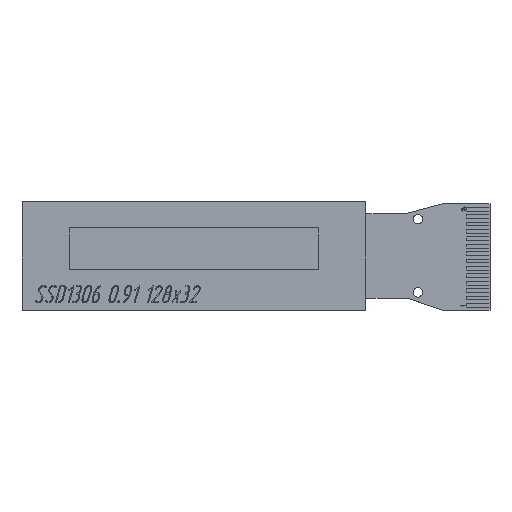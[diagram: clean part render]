
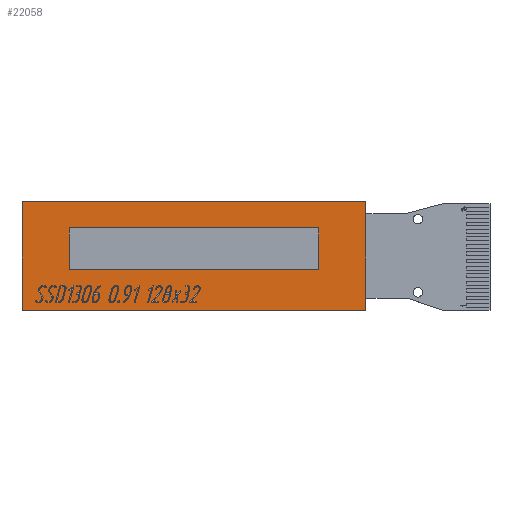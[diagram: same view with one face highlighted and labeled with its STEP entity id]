
A CAD part, top view. The second image highlights one B-rep face of the part: STEP entity #22058.
In plain terms, the highlighted planar face has unit normal (0, 0, 1).
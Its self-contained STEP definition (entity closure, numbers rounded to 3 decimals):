
#1347=FACE_OUTER_BOUND('',#2468,.T.);
#2468=EDGE_LOOP('',(#14287,#14288,#14289,#14290));
#3781=LINE('',#31831,#6204);
#3785=LINE('',#31838,#6208);
#3788=LINE('',#31844,#6211);
#3790=LINE('',#31847,#6213);
#6204=VECTOR('',#25517,10.);
#6208=VECTOR('',#25523,10.);
#6211=VECTOR('',#25528,10.);
#6213=VECTOR('',#25532,10.);
#8532=VERTEX_POINT('',#31828);
#8533=VERTEX_POINT('',#31830);
#8535=VERTEX_POINT('',#31836);
#8537=VERTEX_POINT('',#31842);
#10769=EDGE_CURVE('',#8533,#8532,#3781,.T.);
#10773=EDGE_CURVE('',#8532,#8535,#3785,.T.);
#10776=EDGE_CURVE('',#8535,#8537,#3788,.T.);
#10778=EDGE_CURVE('',#8537,#8533,#3790,.T.);
#14287=ORIENTED_EDGE('',*,*,#10769,.T.);
#14288=ORIENTED_EDGE('',*,*,#10773,.T.);
#14289=ORIENTED_EDGE('',*,*,#10776,.T.);
#14290=ORIENTED_EDGE('',*,*,#10778,.T.);
#20199=PLANE('',#23211);
#22058=ADVANCED_FACE('',(#1347),#20199,.T.);
#23211=AXIS2_PLACEMENT_3D('',#31848,#25533,#25534);
#25517=DIRECTION('',(1.,0.,0.));
#25523=DIRECTION('',(0.,1.,0.));
#25528=DIRECTION('',(-1.,0.,0.));
#25532=DIRECTION('',(0.,-1.,0.));
#25533=DIRECTION('center_axis',(0.,0.,1.));
#25534=DIRECTION('ref_axis',(1.,0.,0.));
#31828=CARTESIAN_POINT('',(16.537,-4.582,1.3));
#31830=CARTESIAN_POINT('',(-12.563,-4.582,1.3));
#31831=CARTESIAN_POINT('',(-6.732,-4.582,1.3));
#31836=CARTESIAN_POINT('',(16.537,4.618,1.3));
#31838=CARTESIAN_POINT('',(16.537,-3.441,1.3));
#31842=CARTESIAN_POINT('',(-12.563,4.618,1.3));
#31844=CARTESIAN_POINT('',(8.268,4.618,1.3));
#31847=CARTESIAN_POINT('',(-12.563,2.309,1.3));
#31848=CARTESIAN_POINT('Origin',(0.,0.,1.3));
